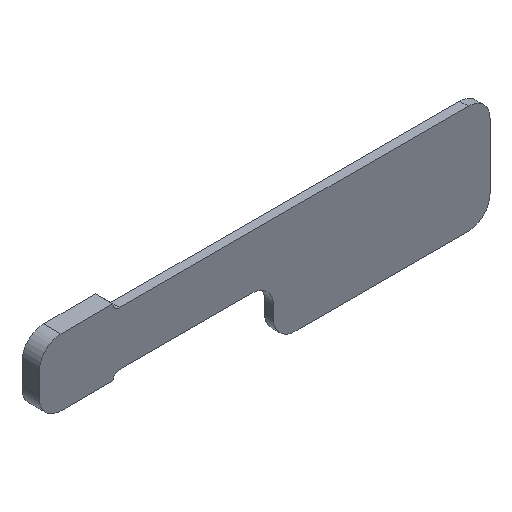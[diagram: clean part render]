
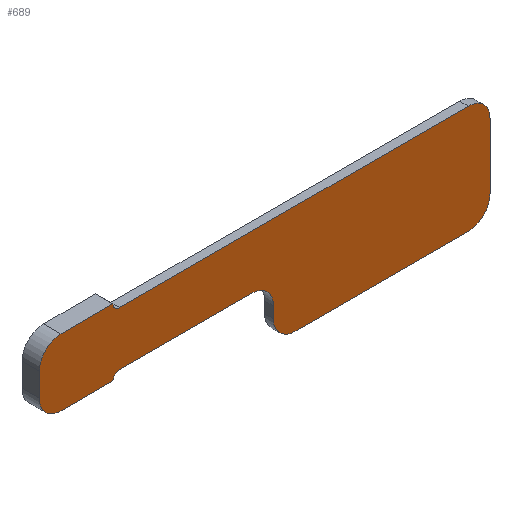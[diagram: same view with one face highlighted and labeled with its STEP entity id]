
A CAD part, isometric view. The second image highlights one B-rep face of the part: STEP entity #689.
In plain terms, the highlighted planar face has unit normal (0, -1, 0).
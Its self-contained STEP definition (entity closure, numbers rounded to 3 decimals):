
#3 = VERTEX_POINT ( 'NONE', #479 ) ;
#11 = AXIS2_PLACEMENT_3D ( 'NONE', #966, #63, #785 ) ;
#31 = CARTESIAN_POINT ( 'NONE',  ( 18.5, 0., 0. ) ) ;
#34 = DIRECTION ( 'NONE',  ( -1., 0., 0. ) ) ;
#63 = DIRECTION ( 'NONE',  ( 0., -1., 0. ) ) ;
#66 = ORIENTED_EDGE ( 'NONE', *, *, #817, .T. ) ;
#82 = ORIENTED_EDGE ( 'NONE', *, *, #1162, .F. ) ;
#88 = CIRCLE ( 'NONE', #11, 5. ) ;
#92 = CIRCLE ( 'NONE', #251, 5. ) ;
#104 = EDGE_CURVE ( 'NONE', #111, #115, #319, .T. ) ;
#110 = DIRECTION ( 'NONE',  ( 1., 0., 0. ) ) ;
#111 = VERTEX_POINT ( 'NONE', #294 ) ;
#115 = VERTEX_POINT ( 'NONE', #221 ) ;
#118 = ORIENTED_EDGE ( 'NONE', *, *, #131, .T. ) ;
#129 = LINE ( 'NONE', #134, #790 ) ;
#131 = EDGE_CURVE ( 'NONE', #292, #660, #669, .T. ) ;
#134 = CARTESIAN_POINT ( 'NONE',  ( 0., 0., -12.4 ) ) ;
#137 = PLANE ( 'NONE',  #777 ) ;
#150 = CIRCLE ( 'NONE', #993, 5. ) ;
#152 = DIRECTION ( 'NONE',  ( 0., -1., 0. ) ) ;
#161 = LINE ( 'NONE', #434, #1113 ) ;
#171 = CIRCLE ( 'NONE', #824, 5. ) ;
#174 = EDGE_CURVE ( 'NONE', #3, #111, #1131, .T. ) ;
#179 = EDGE_CURVE ( 'NONE', #448, #1151, #88, .T. ) ;
#180 = ORIENTED_EDGE ( 'NONE', *, *, #209, .T. ) ;
#184 = VERTEX_POINT ( 'NONE', #1052 ) ;
#185 = ORIENTED_EDGE ( 'NONE', *, *, #174, .F. ) ;
#186 = CARTESIAN_POINT ( 'NONE',  ( 0., 0., -3.5 ) ) ;
#205 = CIRCLE ( 'NONE', #1014, 5. ) ;
#209 = EDGE_CURVE ( 'NONE', #660, #184, #150, .T. ) ;
#216 = EDGE_CURVE ( 'NONE', #357, #1095, #161, .T. ) ;
#221 = CARTESIAN_POINT ( 'NONE',  ( 5., 0., -13.9 ) ) ;
#232 = CARTESIAN_POINT ( 'NONE',  ( 17., 0., -13.9 ) ) ;
#233 = DIRECTION ( 'NONE',  ( 0., -1., 0. ) ) ;
#235 = CARTESIAN_POINT ( 'NONE',  ( 18.5, 0., 1.5 ) ) ;
#251 = AXIS2_PLACEMENT_3D ( 'NONE', #320, #610, #967 ) ;
#252 = VECTOR ( 'NONE', #694, 1000. ) ;
#265 = EDGE_CURVE ( 'NONE', #549, #292, #205, .T. ) ;
#268 = VERTEX_POINT ( 'NONE', #186 ) ;
#289 = VECTOR ( 'NONE', #110, 1000. ) ;
#291 = CARTESIAN_POINT ( 'NONE',  ( 54., 0., -25. ) ) ;
#292 = VERTEX_POINT ( 'NONE', #994 ) ;
#294 = CARTESIAN_POINT ( 'NONE',  ( 17., 0., -13.9 ) ) ;
#307 = DIRECTION ( 'NONE',  ( 0., -1., 0. ) ) ;
#319 = LINE ( 'NONE', #232, #468 ) ;
#320 = CARTESIAN_POINT ( 'NONE',  ( 99., 0., -5. ) ) ;
#337 = VERTEX_POINT ( 'NONE', #469 ) ;
#342 = VERTEX_POINT ( 'NONE', #826 ) ;
#355 = AXIS2_PLACEMENT_3D ( 'NONE', #578, #152, #609 ) ;
#357 = VERTEX_POINT ( 'NONE', #1045 ) ;
#370 = CARTESIAN_POINT ( 'NONE',  ( 49., 0., -17.4 ) ) ;
#376 = EDGE_LOOP ( 'NONE', ( #568, #519, #66, #802, #472, #746, #811, #455, #545, #750, #897, #185, #82, #460, #118, #180 ) ) ;
#378 = DIRECTION ( 'NONE',  ( 0., 0., -1. ) ) ;
#389 = LINE ( 'NONE', #675, #505 ) ;
#395 = CARTESIAN_POINT ( 'NONE',  ( 0., 0., -8.9 ) ) ;
#401 = DIRECTION ( 'NONE',  ( 0., 0., -1. ) ) ;
#405 = EDGE_CURVE ( 'NONE', #357, #268, #171, .T. ) ;
#419 = EDGE_CURVE ( 'NONE', #916, #115, #1170, .T. ) ;
#434 = CARTESIAN_POINT ( 'NONE',  ( 17., 0., 1.5 ) ) ;
#448 = VERTEX_POINT ( 'NONE', #692 ) ;
#455 = ORIENTED_EDGE ( 'NONE', *, *, #405, .T. ) ;
#460 = ORIENTED_EDGE ( 'NONE', *, *, #265, .T. ) ;
#468 = VECTOR ( 'NONE', #593, 1000. ) ;
#469 = CARTESIAN_POINT ( 'NONE',  ( 104., 0., -5. ) ) ;
#472 = ORIENTED_EDGE ( 'NONE', *, *, #943, .F. ) ;
#479 = CARTESIAN_POINT ( 'NONE',  ( 18.5, 0., -12.4 ) ) ;
#496 = CARTESIAN_POINT ( 'NONE',  ( 5., 0., -3.5 ) ) ;
#505 = VECTOR ( 'NONE', #581, 1000. ) ;
#516 = EDGE_CURVE ( 'NONE', #337, #342, #92, .T. ) ;
#519 = ORIENTED_EDGE ( 'NONE', *, *, #179, .T. ) ;
#524 = DIRECTION ( 'NONE',  ( 0., -1., 0. ) ) ;
#545 = ORIENTED_EDGE ( 'NONE', *, *, #564, .F. ) ;
#549 = VERTEX_POINT ( 'NONE', #1019 ) ;
#560 = VERTEX_POINT ( 'NONE', #31 ) ;
#564 = EDGE_CURVE ( 'NONE', #916, #268, #937, .T. ) ;
#566 = VECTOR ( 'NONE', #765, 1000. ) ;
#568 = ORIENTED_EDGE ( 'NONE', *, *, #857, .T. ) ;
#578 = CARTESIAN_POINT ( 'NONE',  ( 18.5, 0., -13.9 ) ) ;
#581 = DIRECTION ( 'NONE',  ( 0., 0., 1. ) ) ;
#593 = DIRECTION ( 'NONE',  ( -1., 0., 0. ) ) ;
#594 = DIRECTION ( 'NONE',  ( 0., -1., 0. ) ) ;
#609 = DIRECTION ( 'NONE',  ( 0., 0., -1. ) ) ;
#610 = DIRECTION ( 'NONE',  ( 0., -1., 0. ) ) ;
#659 = LINE ( 'NONE', #878, #252 ) ;
#660 = VERTEX_POINT ( 'NONE', #781 ) ;
#669 = LINE ( 'NONE', #953, #566 ) ;
#675 = CARTESIAN_POINT ( 'NONE',  ( 104., 0., 0. ) ) ;
#689 = ADVANCED_FACE ( 'NONE', ( #848 ), #137, .T. ) ;
#692 = CARTESIAN_POINT ( 'NONE',  ( 99., 0., -25. ) ) ;
#694 = DIRECTION ( 'NONE',  ( 1., 0., 0. ) ) ;
#703 = DIRECTION ( 'NONE',  ( 1., 0., 0. ) ) ;
#724 = CIRCLE ( 'NONE', #1175, 1.5 ) ;
#746 = ORIENTED_EDGE ( 'NONE', *, *, #981, .F. ) ;
#750 = ORIENTED_EDGE ( 'NONE', *, *, #419, .T. ) ;
#751 = CARTESIAN_POINT ( 'NONE',  ( 0., 0., 0. ) ) ;
#765 = DIRECTION ( 'NONE',  ( 0., 0., -1. ) ) ;
#768 = DIRECTION ( 'NONE',  ( 0., 0., -1. ) ) ;
#777 = AXIS2_PLACEMENT_3D ( 'NONE', #1054, #307, #401 ) ;
#781 = CARTESIAN_POINT ( 'NONE',  ( 54., 0., -20. ) ) ;
#782 = DIRECTION ( 'NONE',  ( 0., -1., 0. ) ) ;
#785 = DIRECTION ( 'NONE',  ( 0., 0., -1. ) ) ;
#786 = DIRECTION ( 'NONE',  ( 0., 0., -1. ) ) ;
#790 = VECTOR ( 'NONE', #34, 1000. ) ;
#802 = ORIENTED_EDGE ( 'NONE', *, *, #516, .T. ) ;
#808 = AXIS2_PLACEMENT_3D ( 'NONE', #853, #594, #883 ) ;
#811 = ORIENTED_EDGE ( 'NONE', *, *, #216, .F. ) ;
#817 = EDGE_CURVE ( 'NONE', #1151, #337, #389, .T. ) ;
#824 = AXIS2_PLACEMENT_3D ( 'NONE', #496, #233, #786 ) ;
#826 = CARTESIAN_POINT ( 'NONE',  ( 99., 0., 0. ) ) ;
#848 = FACE_OUTER_BOUND ( 'NONE', #376, .T. ) ;
#853 = CARTESIAN_POINT ( 'NONE',  ( 5., 0., -8.9 ) ) ;
#857 = EDGE_CURVE ( 'NONE', #184, #448, #942, .T. ) ;
#878 = CARTESIAN_POINT ( 'NONE',  ( 0., 0., 0. ) ) ;
#883 = DIRECTION ( 'NONE',  ( 0., 0., -1. ) ) ;
#897 = ORIENTED_EDGE ( 'NONE', *, *, #104, .F. ) ;
#910 = CARTESIAN_POINT ( 'NONE',  ( 104., 0., -20. ) ) ;
#912 = DIRECTION ( 'NONE',  ( 0., 0., 1. ) ) ;
#916 = VERTEX_POINT ( 'NONE', #395 ) ;
#937 = LINE ( 'NONE', #751, #965 ) ;
#942 = LINE ( 'NONE', #291, #289 ) ;
#943 = EDGE_CURVE ( 'NONE', #560, #342, #659, .T. ) ;
#946 = CARTESIAN_POINT ( 'NONE',  ( 59., 0., -20. ) ) ;
#953 = CARTESIAN_POINT ( 'NONE',  ( 54., 0., 0. ) ) ;
#965 = VECTOR ( 'NONE', #912, 1000. ) ;
#966 = CARTESIAN_POINT ( 'NONE',  ( 99., 0., -20. ) ) ;
#967 = DIRECTION ( 'NONE',  ( 0., 0., -1. ) ) ;
#981 = EDGE_CURVE ( 'NONE', #1095, #560, #724, .T. ) ;
#993 = AXIS2_PLACEMENT_3D ( 'NONE', #946, #524, #1058 ) ;
#994 = CARTESIAN_POINT ( 'NONE',  ( 54., 0., -17.4 ) ) ;
#1014 = AXIS2_PLACEMENT_3D ( 'NONE', #370, #1163, #378 ) ;
#1019 = CARTESIAN_POINT ( 'NONE',  ( 49., 0., -12.4 ) ) ;
#1045 = CARTESIAN_POINT ( 'NONE',  ( 5., 0., 1.5 ) ) ;
#1052 = CARTESIAN_POINT ( 'NONE',  ( 59., 0., -25. ) ) ;
#1054 = CARTESIAN_POINT ( 'NONE',  ( 0., 0., 0. ) ) ;
#1058 = DIRECTION ( 'NONE',  ( 0., 0., -1. ) ) ;
#1095 = VERTEX_POINT ( 'NONE', #1100 ) ;
#1100 = CARTESIAN_POINT ( 'NONE',  ( 17., 0., 1.5 ) ) ;
#1113 = VECTOR ( 'NONE', #703, 1000. ) ;
#1131 = CIRCLE ( 'NONE', #355, 1.5 ) ;
#1151 = VERTEX_POINT ( 'NONE', #910 ) ;
#1162 = EDGE_CURVE ( 'NONE', #549, #3, #129, .T. ) ;
#1163 = DIRECTION ( 'NONE',  ( 0., 1., 0. ) ) ;
#1170 = CIRCLE ( 'NONE', #808, 5. ) ;
#1175 = AXIS2_PLACEMENT_3D ( 'NONE', #235, #782, #768 ) ;
